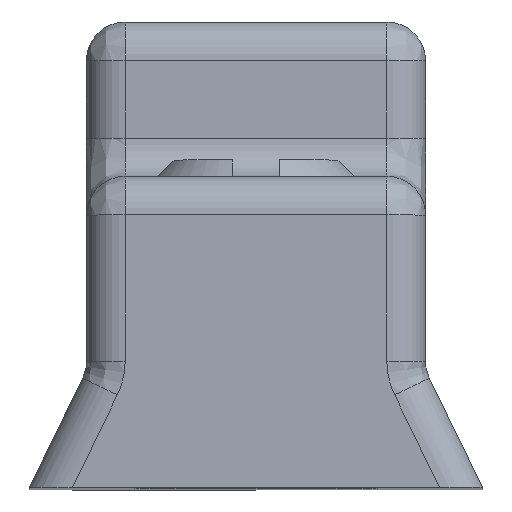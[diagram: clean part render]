
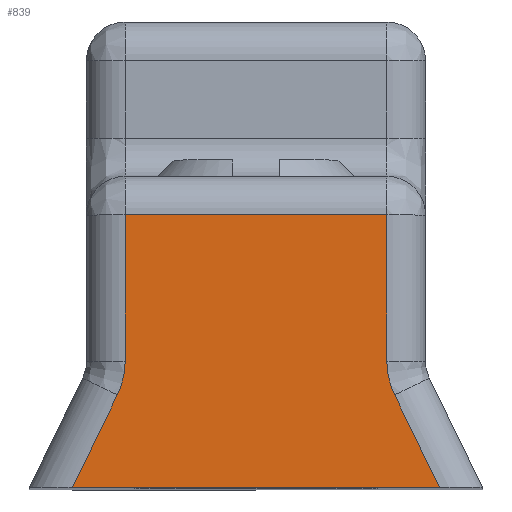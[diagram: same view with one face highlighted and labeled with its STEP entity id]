
A CAD part, top view. The second image highlights one B-rep face of the part: STEP entity #839.
In plain terms, the highlighted planar face has unit normal (0, 0, 1).
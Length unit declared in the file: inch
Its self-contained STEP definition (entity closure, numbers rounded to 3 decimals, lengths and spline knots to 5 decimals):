
#17 = CARTESIAN_POINT ( 'NONE',  ( -0.15446, -0.02889, 3.105 ) ) ;
#41 = VECTOR ( 'NONE', #1754, 39.37008 ) ;
#84 = VECTOR ( 'NONE', #2439, 39.37008 ) ;
#109 = EDGE_CURVE ( 'NONE', #116, #1414, #1378, .T. ) ;
#111 = ORIENTED_EDGE ( 'NONE', *, *, #373, .T. ) ;
#116 = VERTEX_POINT ( 'NONE', #1595 ) ;
#132 = LINE ( 'NONE', #2053, #84 ) ;
#162 = CARTESIAN_POINT ( 'NONE',  ( -0.01946, -0.02889, 3.105 ) ) ;
#171 = VERTEX_POINT ( 'NONE', #1047 ) ;
#210 = DIRECTION ( 'NONE',  ( 1., 0., 0. ) ) ;
#243 = EDGE_LOOP ( 'NONE', ( #111, #1478, #1626, #1966, #258, #2371, #534, #1226 ) ) ;
#258 = ORIENTED_EDGE ( 'NONE', *, *, #109, .T. ) ;
#328 = CARTESIAN_POINT ( 'NONE',  ( -0.15446, 0.0465, 3.105 ) ) ;
#373 = EDGE_CURVE ( 'NONE', #675, #2177, #1732, .T. ) ;
#379 = EDGE_CURVE ( 'NONE', #2354, #675, #1374, .T. ) ;
#406 = CARTESIAN_POINT ( 'NONE',  ( -0.15446, 0.01705, 3.105 ) ) ;
#480 = CARTESIAN_POINT ( 'NONE',  ( -0.01542, -0.04642, 3.105 ) ) ;
#534 = ORIENTED_EDGE ( 'NONE', *, *, #2105, .T. ) ;
#568 = CARTESIAN_POINT ( 'NONE',  ( -0.01946, 0.0465, 3.105 ) ) ;
#589 = CARTESIAN_POINT ( 'NONE',  ( -0.15581, -0.04089, 3.105 ) ) ;
#609 = CARTESIAN_POINT ( 'NONE',  ( -0.15851, -0.04642, 3.105 ) ) ;
#655 = VECTOR ( 'NONE', #1529, 39.37008 ) ;
#675 = VERTEX_POINT ( 'NONE', #328 ) ;
#708 = CARTESIAN_POINT ( 'NONE',  ( -0.15446, -0.02889, 3.105 ) ) ;
#735 = CARTESIAN_POINT ( 'NONE',  ( -0.01542, -0.04642, 3.105 ) ) ;
#738 = LINE ( 'NONE', #1711, #655 ) ;
#753 = CARTESIAN_POINT ( 'NONE',  ( -0.01946, 0.01705, 3.105 ) ) ;
#839 = ADVANCED_FACE ( 'NONE', ( #1155 ), #1750, .T. ) ;
#863 = CARTESIAN_POINT ( 'NONE',  ( -0.01946, -0.02889, 3.105 ) ) ;
#875 = EDGE_CURVE ( 'NONE', #171, #1584, #132, .T. ) ;
#1008 = AXIS2_PLACEMENT_3D ( 'NONE', #1576, #2131, #210 ) ;
#1013 = CARTESIAN_POINT ( 'NONE',  ( -0.08696, 0.0465, 3.105 ) ) ;
#1025 = B_SPLINE_CURVE_WITH_KNOTS ( 'NONE', 3,
 ( #480, #2022, #2263, #863 ),
 .UNSPECIFIED., .F., .F.,
 ( 4, 4 ),
 ( 0., 1. ),
 .UNSPECIFIED. ) ;
#1047 = CARTESIAN_POINT ( 'NONE',  ( -0.15851, -0.04642, 3.105 ) ) ;
#1129 = LINE ( 'NONE', #753, #1610 ) ;
#1155 = FACE_OUTER_BOUND ( 'NONE', #243, .T. ) ;
#1226 = ORIENTED_EDGE ( 'NONE', *, *, #379, .T. ) ;
#1374 = LINE ( 'NONE', #1013, #41 ) ;
#1378 = LINE ( 'NONE', #1814, #1901 ) ;
#1414 = VERTEX_POINT ( 'NONE', #735 ) ;
#1478 = ORIENTED_EDGE ( 'NONE', *, *, #1812, .T. ) ;
#1529 = DIRECTION ( 'NONE',  ( -1., 0., 0. ) ) ;
#1548 = DIRECTION ( 'NONE',  ( 0., 1., 0. ) ) ;
#1576 = CARTESIAN_POINT ( 'NONE',  ( -0.08696, 0.01705, 3.105 ) ) ;
#1584 = VERTEX_POINT ( 'NONE', #2444 ) ;
#1595 = CARTESIAN_POINT ( 'NONE',  ( 0.00778, -0.09399, 3.105 ) ) ;
#1610 = VECTOR ( 'NONE', #1548, 39.37008 ) ;
#1618 = EDGE_CURVE ( 'NONE', #1414, #1787, #1025, .T. ) ;
#1626 = ORIENTED_EDGE ( 'NONE', *, *, #875, .T. ) ;
#1711 = CARTESIAN_POINT ( 'NONE',  ( -0.20396, -0.09399, 3.105 ) ) ;
#1732 = LINE ( 'NONE', #406, #2302 ) ;
#1750 = PLANE ( 'NONE',  #1008 ) ;
#1754 = DIRECTION ( 'NONE',  ( -1., 0., 0. ) ) ;
#1787 = VERTEX_POINT ( 'NONE', #162 ) ;
#1812 = EDGE_CURVE ( 'NONE', #2177, #171, #1819, .T. ) ;
#1814 = CARTESIAN_POINT ( 'NONE',  ( 0.00778, -0.09399, 3.105 ) ) ;
#1819 = B_SPLINE_CURVE_WITH_KNOTS ( 'NONE', 3,
 ( #17, #2338, #589, #609 ),
 .UNSPECIFIED., .F., .F.,
 ( 4, 4 ),
 ( 0., 1. ),
 .UNSPECIFIED. ) ;
#1901 = VECTOR ( 'NONE', #2186, 39.37008 ) ;
#1966 = ORIENTED_EDGE ( 'NONE', *, *, #2491, .F. ) ;
#2022 = CARTESIAN_POINT ( 'NONE',  ( -0.01811, -0.04089, 3.105 ) ) ;
#2053 = CARTESIAN_POINT ( 'NONE',  ( -0.15851, -0.04642, 3.105 ) ) ;
#2105 = EDGE_CURVE ( 'NONE', #1787, #2354, #1129, .T. ) ;
#2131 = DIRECTION ( 'NONE',  ( 0., 0., 1. ) ) ;
#2177 = VERTEX_POINT ( 'NONE', #708 ) ;
#2186 = DIRECTION ( 'NONE',  ( -0.438, 0.899, 0. ) ) ;
#2263 = CARTESIAN_POINT ( 'NONE',  ( -0.01946, -0.03504, 3.105 ) ) ;
#2302 = VECTOR ( 'NONE', #2351, 39.37008 ) ;
#2338 = CARTESIAN_POINT ( 'NONE',  ( -0.15446, -0.03504, 3.105 ) ) ;
#2351 = DIRECTION ( 'NONE',  ( 0., -1., 0. ) ) ;
#2354 = VERTEX_POINT ( 'NONE', #568 ) ;
#2371 = ORIENTED_EDGE ( 'NONE', *, *, #1618, .T. ) ;
#2439 = DIRECTION ( 'NONE',  ( -0.438, -0.899, 0. ) ) ;
#2444 = CARTESIAN_POINT ( 'NONE',  ( -0.18171, -0.09399, 3.105 ) ) ;
#2491 = EDGE_CURVE ( 'NONE', #116, #1584, #738, .T. ) ;
